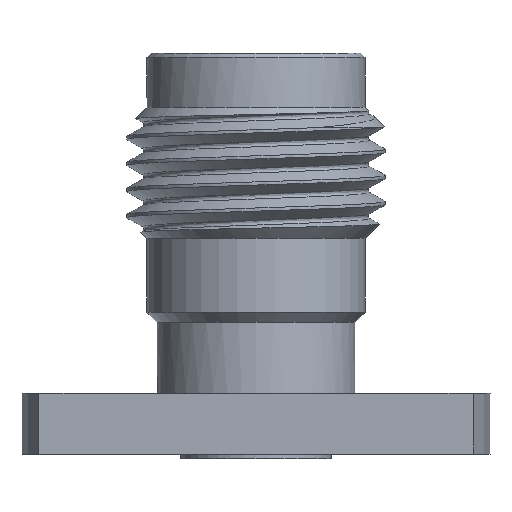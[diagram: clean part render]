
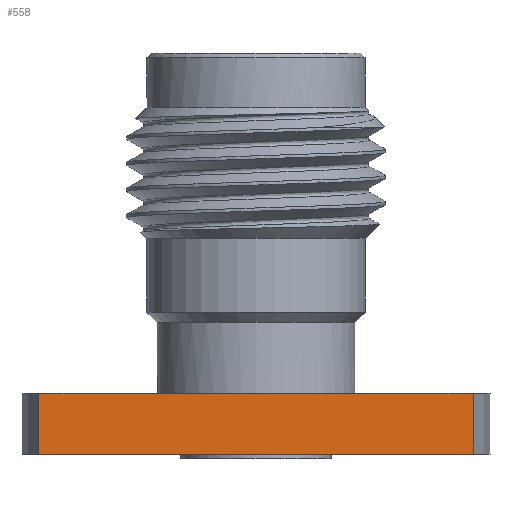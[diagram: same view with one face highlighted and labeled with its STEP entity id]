
A CAD part, left-side view. The second image highlights one B-rep face of the part: STEP entity #558.
In plain terms, the highlighted planar face has unit normal (-1, 0, 0).
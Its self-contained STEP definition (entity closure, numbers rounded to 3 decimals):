
#88 = AXIS2_PLACEMENT_3D ( 'NONE', #281, #983, #1961 ) ;
#131 = LINE ( 'NONE', #2265, #3047 ) ;
#182 = DIRECTION ( 'NONE',  ( 0., 0., 1. ) ) ;
#241 = VERTEX_POINT ( 'NONE', #2428 ) ;
#274 = VERTEX_POINT ( 'NONE', #956 ) ;
#280 = VECTOR ( 'NONE', #832, 1000. ) ;
#281 = CARTESIAN_POINT ( 'NONE',  ( -2.415, -5.873, -1.65 ) ) ;
#400 = ORIENTED_EDGE ( 'NONE', *, *, #642, .T. ) ;
#429 = DIRECTION ( 'NONE',  ( 0., 0., 1. ) ) ;
#433 = EDGE_LOOP ( 'NONE', ( #2973, #1933, #400, #1522, #1300, #920 ) ) ;
#558 = ADVANCED_FACE ( 'NONE', ( #2469 ), #2219, .T. ) ;
#621 = CARTESIAN_POINT ( 'NONE',  ( -2.415, -5.873, 0. ) ) ;
#642 = EDGE_CURVE ( 'NONE', #274, #241, #131, .T. ) ;
#655 = LINE ( 'NONE', #2863, #2089 ) ;
#706 = LINE ( 'NONE', #2449, #863 ) ;
#832 = DIRECTION ( 'NONE',  ( 0., -1., 0. ) ) ;
#863 = VECTOR ( 'NONE', #1657, 1000. ) ;
#873 = CARTESIAN_POINT ( 'NONE',  ( -2.415, 5.873, 0. ) ) ;
#920 = ORIENTED_EDGE ( 'NONE', *, *, #1449, .F. ) ;
#956 = CARTESIAN_POINT ( 'NONE',  ( -2.415, 5.873, -1.65 ) ) ;
#983 = DIRECTION ( 'NONE',  ( -1., 0., 0. ) ) ;
#1084 = LINE ( 'NONE', #2619, #1986 ) ;
#1090 = DIRECTION ( 'NONE',  ( 0., -1., 0. ) ) ;
#1102 = LINE ( 'NONE', #2292, #2045 ) ;
#1103 = VERTEX_POINT ( 'NONE', #2850 ) ;
#1300 = ORIENTED_EDGE ( 'NONE', *, *, #1468, .F. ) ;
#1380 = VERTEX_POINT ( 'NONE', #3097 ) ;
#1449 = EDGE_CURVE ( 'NONE', #1103, #1380, #2094, .T. ) ;
#1468 = EDGE_CURVE ( 'NONE', #1380, #1671, #1102, .T. ) ;
#1522 = ORIENTED_EDGE ( 'NONE', *, *, #1733, .T. ) ;
#1657 = DIRECTION ( 'NONE',  ( 0., -1., 0. ) ) ;
#1671 = VERTEX_POINT ( 'NONE', #2380 ) ;
#1733 = EDGE_CURVE ( 'NONE', #241, #1671, #1084, .T. ) ;
#1933 = ORIENTED_EDGE ( 'NONE', *, *, #2362, .F. ) ;
#1961 = DIRECTION ( 'NONE',  ( 0., 0., 1. ) ) ;
#1986 = VECTOR ( 'NONE', #429, 1000. ) ;
#2045 = VECTOR ( 'NONE', #2311, 1000. ) ;
#2085 = VERTEX_POINT ( 'NONE', #873 ) ;
#2089 = VECTOR ( 'NONE', #182, 1000. ) ;
#2094 = LINE ( 'NONE', #621, #280 ) ;
#2219 = PLANE ( 'NONE',  #88 ) ;
#2265 = CARTESIAN_POINT ( 'NONE',  ( -2.415, -5.873, -1.65 ) ) ;
#2292 = CARTESIAN_POINT ( 'NONE',  ( -2.415, -5.873, 0. ) ) ;
#2311 = DIRECTION ( 'NONE',  ( 0., -1., 0. ) ) ;
#2362 = EDGE_CURVE ( 'NONE', #274, #2085, #655, .T. ) ;
#2380 = CARTESIAN_POINT ( 'NONE',  ( -2.415, -5.873, 0. ) ) ;
#2428 = CARTESIAN_POINT ( 'NONE',  ( -2.415, -5.873, -1.65 ) ) ;
#2449 = CARTESIAN_POINT ( 'NONE',  ( -2.415, -5.873, 0. ) ) ;
#2469 = FACE_OUTER_BOUND ( 'NONE', #433, .T. ) ;
#2498 = EDGE_CURVE ( 'NONE', #2085, #1103, #706, .T. ) ;
#2619 = CARTESIAN_POINT ( 'NONE',  ( -2.415, -5.873, -1.65 ) ) ;
#2850 = CARTESIAN_POINT ( 'NONE',  ( -2.415, 1.15, 0. ) ) ;
#2863 = CARTESIAN_POINT ( 'NONE',  ( -2.415, 5.873, -1.65 ) ) ;
#2973 = ORIENTED_EDGE ( 'NONE', *, *, #2498, .F. ) ;
#3047 = VECTOR ( 'NONE', #1090, 1000. ) ;
#3097 = CARTESIAN_POINT ( 'NONE',  ( -2.415, -1.15, 0. ) ) ;
